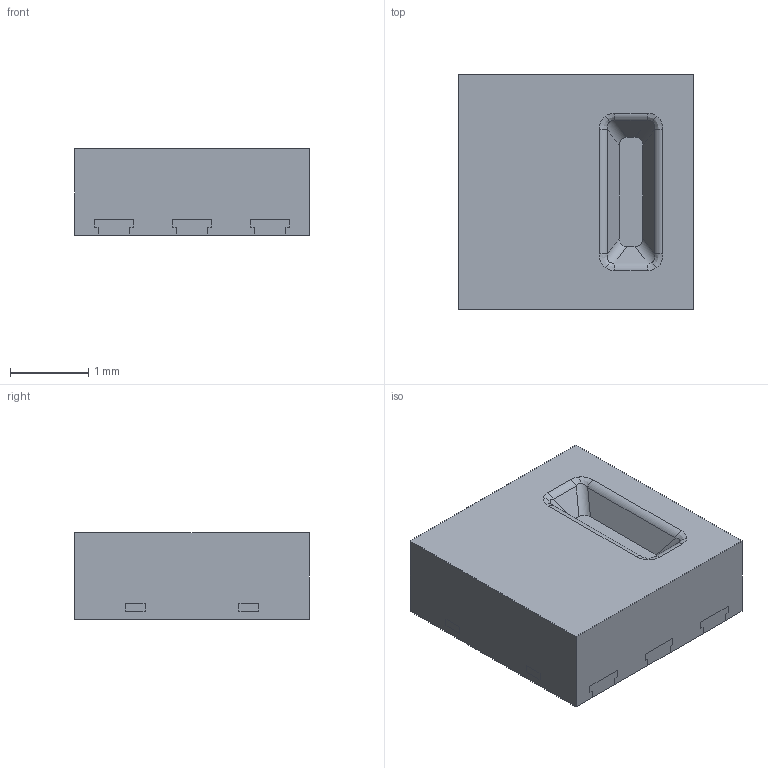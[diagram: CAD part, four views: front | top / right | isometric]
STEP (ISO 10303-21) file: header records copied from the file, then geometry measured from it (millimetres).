
FILE_DESCRIPTION(('FreeCAD Model'),'2;1');
FILE_NAME('Sensirion_SHT20.step','2020-03-30T19:39:20',('kicad StepUp'),('ksu MCAD' ),'Open CASCADE STEP processor 7.3','FreeCAD','Unknown');
FILE_SCHEMA(('AUTOMOTIVE_DESIGN { 1 0 10303 214 1 1 1 1 }'));
Length unit declared in the file: millimetre
Products named in the file (1): Sensirion_SHT20
Bounding box: 3 x 3 x 1.1 mm (x, y, z)
Volume: 9.6 mm3; surface area: 31.9 mm2
Topology: 1 solids, 1 shells, 44 faces, 198 edges, 162 vertices
Faces by surface type: plane 28, bspline 8, cylinder 8
Entity records: 2504 total; most frequent: CARTESIAN_POINT 565, ORIENTED_EDGE 396, DIRECTION 289, EDGE_CURVE 198, VERTEX_POINT 162, LINE 133, VECTOR 133, AXIS2_PLACEMENT_3D 78
